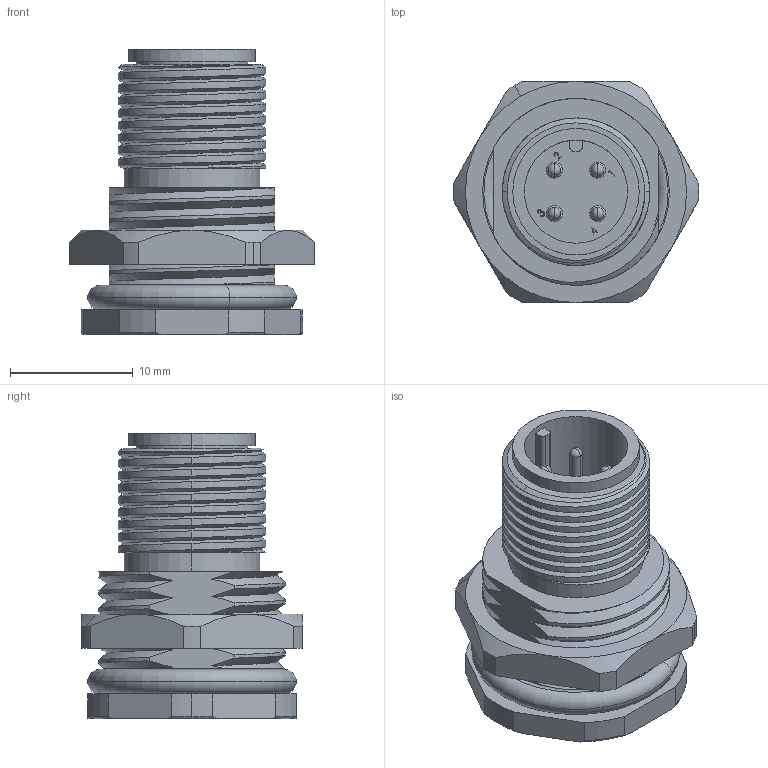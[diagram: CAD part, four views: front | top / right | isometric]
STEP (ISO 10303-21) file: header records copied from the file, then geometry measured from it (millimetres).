
FILE_DESCRIPTION (( 'STEP AP203' ), '1' );
FILE_NAME ('FEZ41-.STEP', '2019-03-13T02:48:13', ( 'User' ), ( 'china' ), 'SwSTEP 2.0', 'SolidWorks 2012', '' );
FILE_SCHEMA (( 'CONFIG_CONTROL_DESIGN' ));
Length unit declared in the file: millimetre
Products named in the file (7): M12-Pg9ヶ坶踡蹟譫; M12-Pg9渀釱ヶ坶踡楊擘; M12-A扣4芯针座（法兰用）; FEZ41-; M12插针（法兰用）-20140415; O型圈-9X1; O型圈-15X2
Assembly tree (9 placements, depth 2):
  FEZ41-
    M12-A扣4芯针座（法兰用）
    M12-Pg9渀釱ヶ坶踡楊擘
    M12-Pg9ヶ坶踡蹟譫
    O型圈-15X2
    O型圈-9X1
    M12插针（法兰用）-20140415  x4
Bounding box: 19.99 x 18 x 23.2 mm (x, y, z)
Volume: 2220.7 mm3; surface area: 4492.1 mm2
Topology: 9 solids, 9 shells, 334 faces, 836 edges, 538 vertices
Faces by surface type: cylinder 129, plane 108, bspline 46, torus 23, cone 20, sphere 8
Entity records: 16040 total; most frequent: CARTESIAN_POINT 9020, ORIENTED_EDGE 1400, DIRECTION 1173, EDGE_CURVE 700, VERTEX_POINT 455, AXIS2_PLACEMENT_3D 437, EDGE_LOOP 301, VECTOR 299
